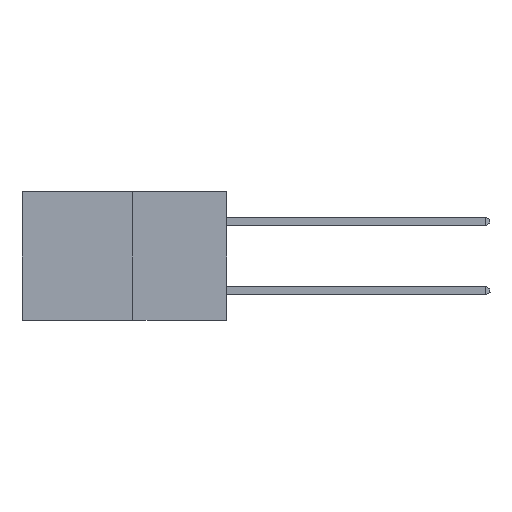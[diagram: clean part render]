
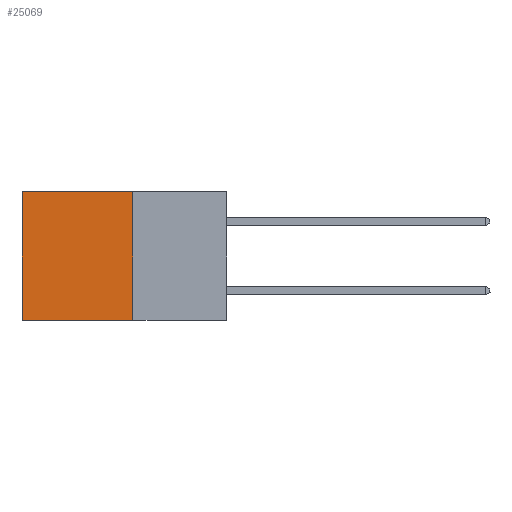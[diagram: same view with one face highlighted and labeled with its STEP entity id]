
A CAD part, left-side view. The second image highlights one B-rep face of the part: STEP entity #25069.
In plain terms, the highlighted planar face has unit normal (-1, 0, 0).
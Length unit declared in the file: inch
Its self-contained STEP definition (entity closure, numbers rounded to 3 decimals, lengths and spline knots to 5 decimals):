
#507 = VECTOR ( 'NONE', #12195, 39.37008 ) ;
#1324 = CARTESIAN_POINT ( 'NONE',  ( 0.277, 0.27, -0.37 ) ) ;
#2485 = VERTEX_POINT ( 'NONE', #1324 ) ;
#2488 = EDGE_LOOP ( 'NONE', ( #7447, #26853, #17198, #2779 ) ) ;
#2779 = ORIENTED_EDGE ( 'NONE', *, *, #10669, .T. ) ;
#5323 = DIRECTION ( 'NONE',  ( 1., 0., 0. ) ) ;
#5712 = CARTESIAN_POINT ( 'NONE',  ( 0.277, 0.27, -0.37 ) ) ;
#6111 = LINE ( 'NONE', #22752, #507 ) ;
#7276 = VECTOR ( 'NONE', #22778, 39.37008 ) ;
#7447 = ORIENTED_EDGE ( 'NONE', *, *, #9916, .T. ) ;
#7850 = DIRECTION ( 'NONE',  ( 0., 0., -1. ) ) ;
#7943 = LINE ( 'NONE', #18507, #7276 ) ;
#9689 = VECTOR ( 'NONE', #7850, 39.37008 ) ;
#9864 = CARTESIAN_POINT ( 'NONE',  ( 0.277, 0.59, -0.37 ) ) ;
#9916 = EDGE_CURVE ( 'NONE', #20989, #24959, #18635, .T. ) ;
#10669 = EDGE_CURVE ( 'NONE', #26794, #20989, #7943, .T. ) ;
#12195 = DIRECTION ( 'NONE',  ( 0., 1., 0. ) ) ;
#15907 = CARTESIAN_POINT ( 'NONE',  ( 0.277, 0.27, -0.37 ) ) ;
#17198 = ORIENTED_EDGE ( 'NONE', *, *, #24437, .F. ) ;
#17962 = FACE_OUTER_BOUND ( 'NONE', #2488, .T. ) ;
#18507 = CARTESIAN_POINT ( 'NONE',  ( 0.277, 0.27, 0. ) ) ;
#18577 = EDGE_CURVE ( 'NONE', #2485, #24959, #6111, .T. ) ;
#18635 = LINE ( 'NONE', #9864, #22288 ) ;
#20151 = DIRECTION ( 'NONE',  ( 0., 0., -1. ) ) ;
#20989 = VERTEX_POINT ( 'NONE', #24491 ) ;
#21932 = AXIS2_PLACEMENT_3D ( 'NONE', #15907, #5323, #20151 ) ;
#22288 = VECTOR ( 'NONE', #26789, 39.37008 ) ;
#22752 = CARTESIAN_POINT ( 'NONE',  ( 0.277, 0.27, -0.37 ) ) ;
#22778 = DIRECTION ( 'NONE',  ( 0., 1., 0. ) ) ;
#24437 = EDGE_CURVE ( 'NONE', #26794, #2485, #26582, .T. ) ;
#24491 = CARTESIAN_POINT ( 'NONE',  ( 0.277, 0.59, 0. ) ) ;
#24959 = VERTEX_POINT ( 'NONE', #26186 ) ;
#25069 = ADVANCED_FACE ( 'NONE', ( #17962 ), #26457, .F. ) ;
#25121 = CARTESIAN_POINT ( 'NONE',  ( 0.277, 0.27, 0. ) ) ;
#26186 = CARTESIAN_POINT ( 'NONE',  ( 0.277, 0.59, -0.37 ) ) ;
#26457 = PLANE ( 'NONE',  #21932 ) ;
#26582 = LINE ( 'NONE', #5712, #9689 ) ;
#26789 = DIRECTION ( 'NONE',  ( 0., 0., -1. ) ) ;
#26794 = VERTEX_POINT ( 'NONE', #25121 ) ;
#26853 = ORIENTED_EDGE ( 'NONE', *, *, #18577, .F. ) ;
